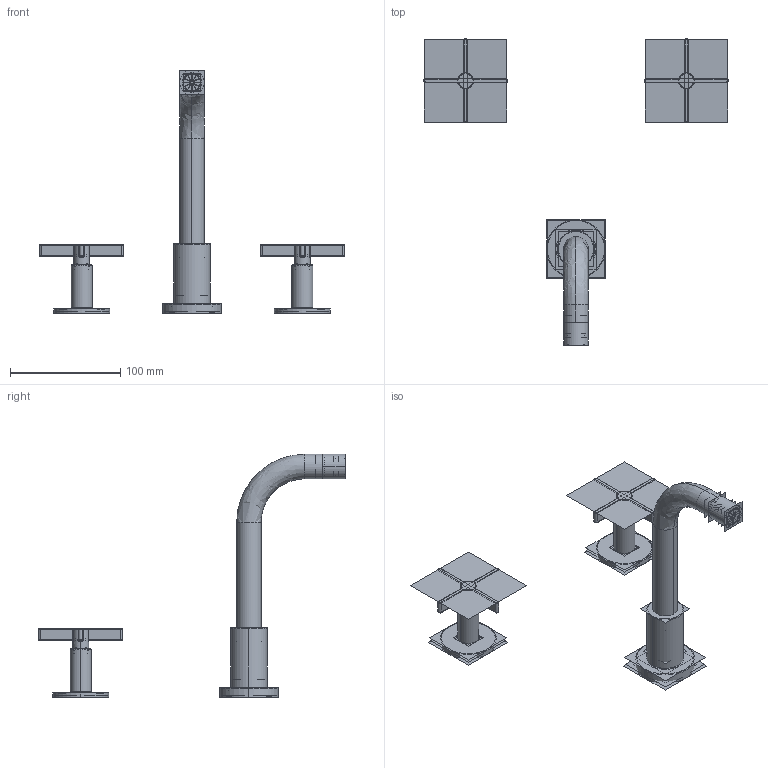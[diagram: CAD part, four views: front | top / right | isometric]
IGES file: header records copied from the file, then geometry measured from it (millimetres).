
Start section:  PTC IGES file: 3-3335_asm.igs
Global section: file name: 3-3335_asm.igs; native system: Creo Parametric by PTC Inc.; preprocessor: 2018400; author: jinson.thomas; organization: Unknown; date: 20200915.093319; units: inch
Bounding box: 276.23 x 277.88 x 220.66 mm (x, y, z)
Volume: 522725.1 mm3; surface area: 2692356.5 mm2
Topology: 14 solids, 14 shells, 1442 faces, 9337 edges, 13254 vertices
Faces by surface type: revolution 858, bspline 584
